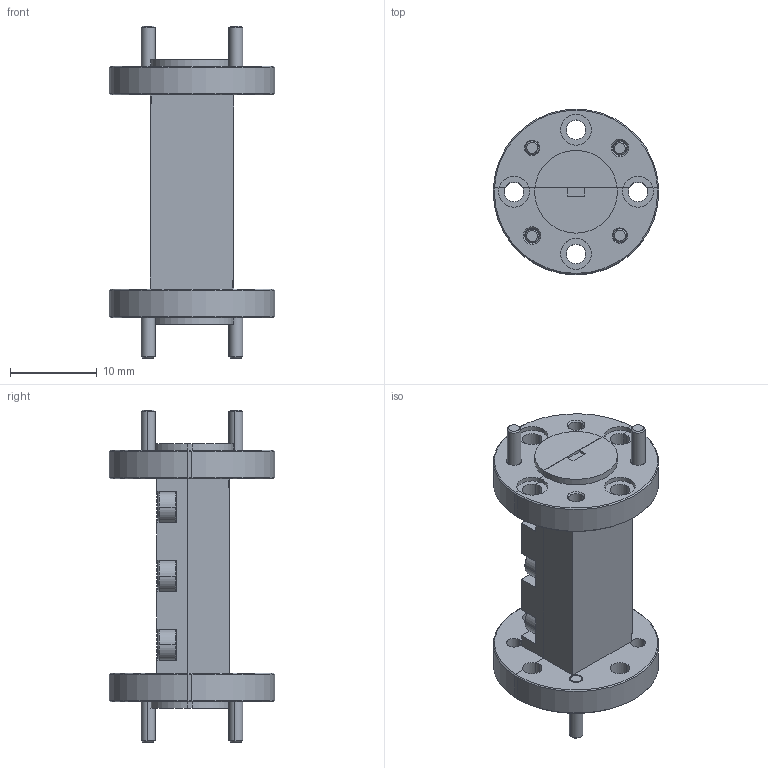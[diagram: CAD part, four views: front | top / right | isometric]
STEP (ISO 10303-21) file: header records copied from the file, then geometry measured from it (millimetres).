
FILE_DESCRIPTION (( 'STEP AP203' ), '1' );
FILE_NAME ('SWF-10410440-08-H1.STEP', '2018-11-05T22:24:01', ( '' ), ( '' ), 'SwSTEP 2.0', 'SolidWorks 2016', '' );
FILE_SCHEMA (( 'CONFIG_CONTROL_DESIGN' ));
Length unit declared in the file: inch
Products named in the file (1): SWF-10410440-08-H1
Bounding box: 19.05 x 19.05 x 38.23 mm (x, y, z)
Volume: 3517.3 mm3; surface area: 4360.8 mm2
Topology: 16 solids, 16 shells, 774 faces, 1976 edges, 1236 vertices
Faces by surface type: cylinder 422, cone 184, plane 156, bspline 12
Entity records: 29543 total; most frequent: CARTESIAN_POINT 12179, ORIENTED_EDGE 3896, DIRECTION 3392, EDGE_CURVE 1948, AXIS2_PLACEMENT_3D 1279, VERTEX_POINT 1236, EDGE_LOOP 840, LINE 834
